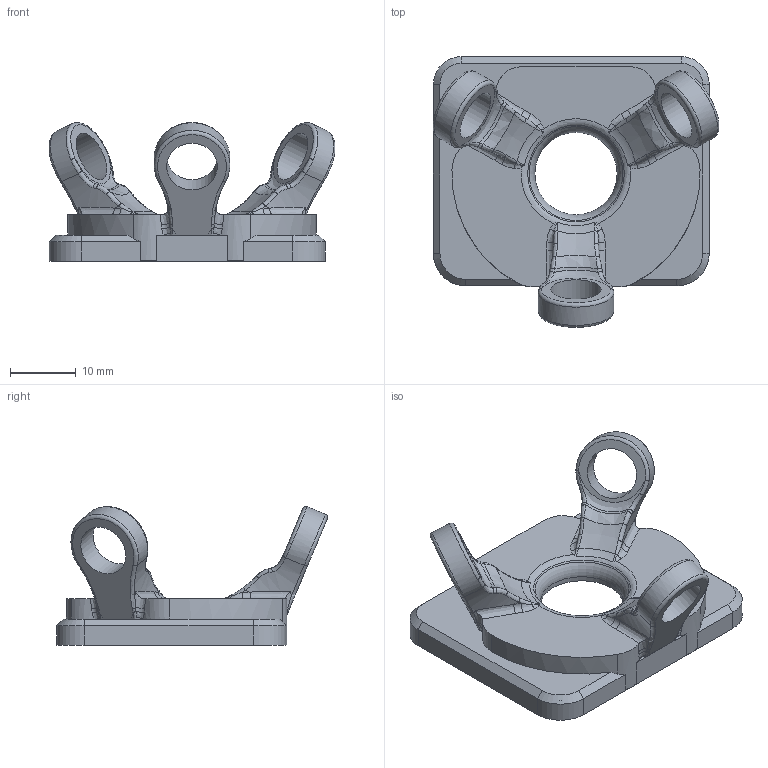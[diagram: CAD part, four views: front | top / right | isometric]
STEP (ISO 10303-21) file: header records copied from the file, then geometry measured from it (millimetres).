
FILE_DESCRIPTION(('FreeCAD Model'),'2;1');
FILE_NAME('Open CASCADE Shape Model','2025-01-10T12:35:55',(''),(''), 'Open CASCADE STEP processor 7.6','FreeCAD','Unknown');
FILE_SCHEMA(('AUTOMOTIVE_DESIGN { 1 0 10303 214 1 1 1 1 }'));
Length unit declared in the file: millimetre
Products named in the file (1): btu top
Bounding box: 43.42 x 41.13 x 21.07 mm (x, y, z)
Volume: 7394.7 mm3; surface area: 5280.2 mm2
Topology: 1 solids, 1 shells, 218 faces, 536 edges, 318 vertices
Faces by surface type: bspline 105, cylinder 43, plane 39, torus 23, cone 5, sphere 3
Full cylindrical faces by diameter (mm): 3.3 x4, 7.7 x3, 12.5 x1
Entity records: 7960 total; most frequent: CARTESIAN_POINT 3501, ORIENTED_EDGE 1060, DIRECTION 770, EDGE_CURVE 530, AXIS2_PLACEMENT_3D 337, VERTEX_POINT 318, FACE_BOUND 230, EDGE_LOOP 230
